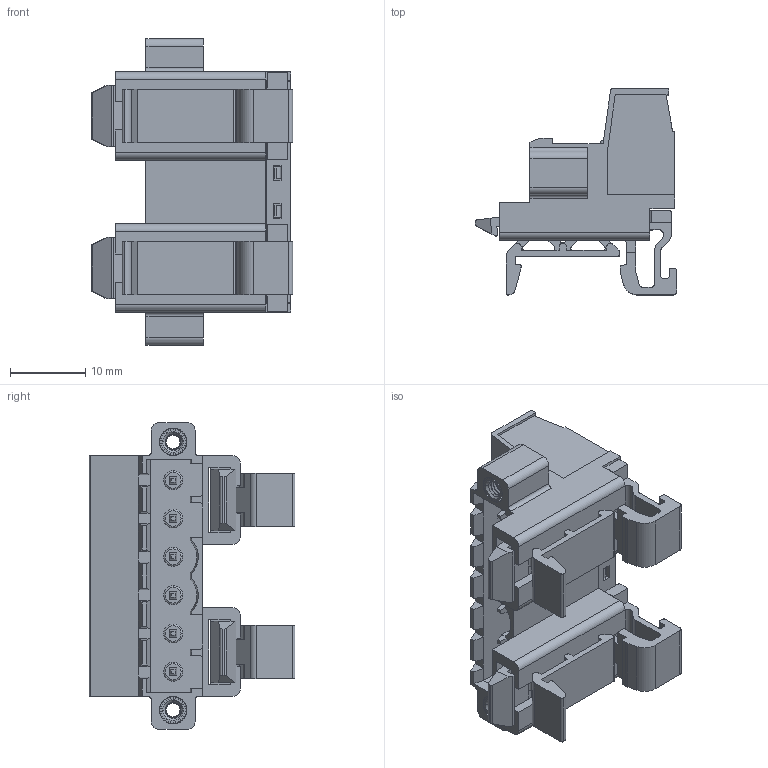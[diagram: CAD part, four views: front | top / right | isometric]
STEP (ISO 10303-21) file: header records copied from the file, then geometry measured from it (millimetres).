
FILE_DESCRIPTION((''),'2;1');
FILE_NAME('WJ2EDGRKM-508-06P','2019-01-11T',('Administrator'),(''),'CREO PARAMETRIC BY PTC INC, 2016380','CREO PARAMETRIC BY PTC INC, 2016380','');
FILE_SCHEMA(('CONFIG_CONTROL_DESIGN'));
Products named in the file (1): WJ2EDGRKM-508-06P
Bounding box: 26.7 x 27.3 x 40.64 mm (x, y, z)
Volume: 7401.6 mm3; surface area: 10474.6 mm2
Topology: 1 solids, 1 shells, 1815 faces, 5467 edges, 3466 vertices
Faces by surface type: plane 1311, cylinder 402, cone 50, torus 24, bspline 16, sphere 12
Entity records: 65896 total; most frequent: CARTESIAN_POINT 16412, ORIENTED_EDGE 10910, DIRECTION 9769, EDGE_CURVE 5455, VECTOR 3861, LINE 3861, VERTEX_POINT 3466, AXIS2_PLACEMENT_3D 2954
